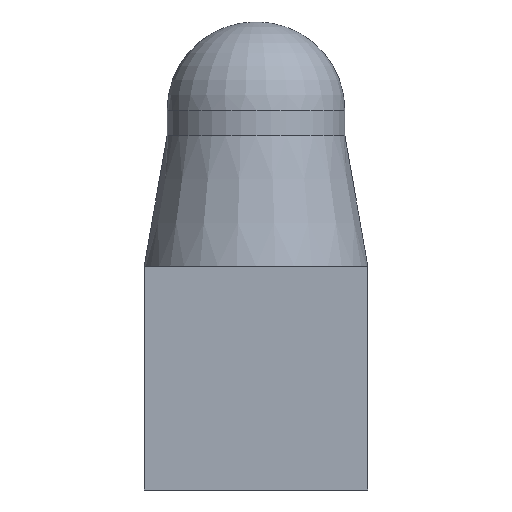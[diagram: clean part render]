
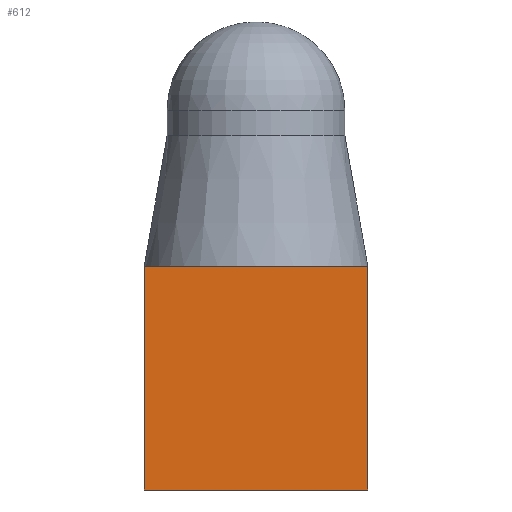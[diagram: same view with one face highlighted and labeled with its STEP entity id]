
A CAD part, front view. The second image highlights one B-rep face of the part: STEP entity #612.
In plain terms, the highlighted planar face has unit normal (0, -1, 0).
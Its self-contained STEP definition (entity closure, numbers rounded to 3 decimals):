
#67 = ORIENTED_EDGE ( 'NONE', *, *, #1015, .T. ) ;
#75 = EDGE_CURVE ( 'NONE', #89, #76, #991, .T. ) ;
#76 = VERTEX_POINT ( 'NONE', #471 ) ;
#89 = VERTEX_POINT ( 'NONE', #113 ) ;
#113 = CARTESIAN_POINT ( 'NONE',  ( -0.6, -1.5, 1.2 ) ) ;
#115 = FACE_OUTER_BOUND ( 'NONE', #524, .T. ) ;
#160 = EDGE_CURVE ( 'NONE', #771, #255, #481, .T. ) ;
#200 = DIRECTION ( 'NONE',  ( 1., 0., 0. ) ) ;
#252 = ORIENTED_EDGE ( 'NONE', *, *, #538, .F. ) ;
#255 = VERTEX_POINT ( 'NONE', #1134 ) ;
#285 = DIRECTION ( 'NONE',  ( 0., -1., 0. ) ) ;
#298 = DIRECTION ( 'NONE',  ( 0., 0., 1. ) ) ;
#407 = CARTESIAN_POINT ( 'NONE',  ( 0.6, -1.5, 0. ) ) ;
#427 = ORIENTED_EDGE ( 'NONE', *, *, #160, .T. ) ;
#451 = CARTESIAN_POINT ( 'NONE',  ( -0.6, -1.5, 1.2 ) ) ;
#461 = CARTESIAN_POINT ( 'NONE',  ( -0.6, -1.5, 0. ) ) ;
#471 = CARTESIAN_POINT ( 'NONE',  ( 0.6, -1.5, 1.2 ) ) ;
#481 = LINE ( 'NONE', #830, #933 ) ;
#524 = EDGE_LOOP ( 'NONE', ( #1078, #252, #427, #67 ) ) ;
#538 = EDGE_CURVE ( 'NONE', #771, #89, #1008, .T. ) ;
#581 = VECTOR ( 'NONE', #985, 1000. ) ;
#600 = VECTOR ( 'NONE', #200, 1000. ) ;
#612 = ADVANCED_FACE ( 'NONE', ( #115 ), #715, .T. ) ;
#666 = DIRECTION ( 'NONE',  ( 1., 0., 0. ) ) ;
#715 = PLANE ( 'NONE',  #902 ) ;
#739 = CARTESIAN_POINT ( 'NONE',  ( -0.6, -1.5, 0. ) ) ;
#758 = CARTESIAN_POINT ( 'NONE',  ( -0.6, -1.5, 0. ) ) ;
#771 = VERTEX_POINT ( 'NONE', #758 ) ;
#830 = CARTESIAN_POINT ( 'NONE',  ( -0.6, -1.5, 0. ) ) ;
#902 = AXIS2_PLACEMENT_3D ( 'NONE', #461, #285, #1099 ) ;
#933 = VECTOR ( 'NONE', #666, 1000. ) ;
#985 = DIRECTION ( 'NONE',  ( 0., 0., 1. ) ) ;
#991 = LINE ( 'NONE', #451, #600 ) ;
#1008 = LINE ( 'NONE', #739, #581 ) ;
#1015 = EDGE_CURVE ( 'NONE', #255, #76, #1105, .T. ) ;
#1072 = VECTOR ( 'NONE', #298, 1000. ) ;
#1078 = ORIENTED_EDGE ( 'NONE', *, *, #75, .F. ) ;
#1099 = DIRECTION ( 'NONE',  ( 0., 0., -1. ) ) ;
#1105 = LINE ( 'NONE', #407, #1072 ) ;
#1134 = CARTESIAN_POINT ( 'NONE',  ( 0.6, -1.5, 0. ) ) ;
